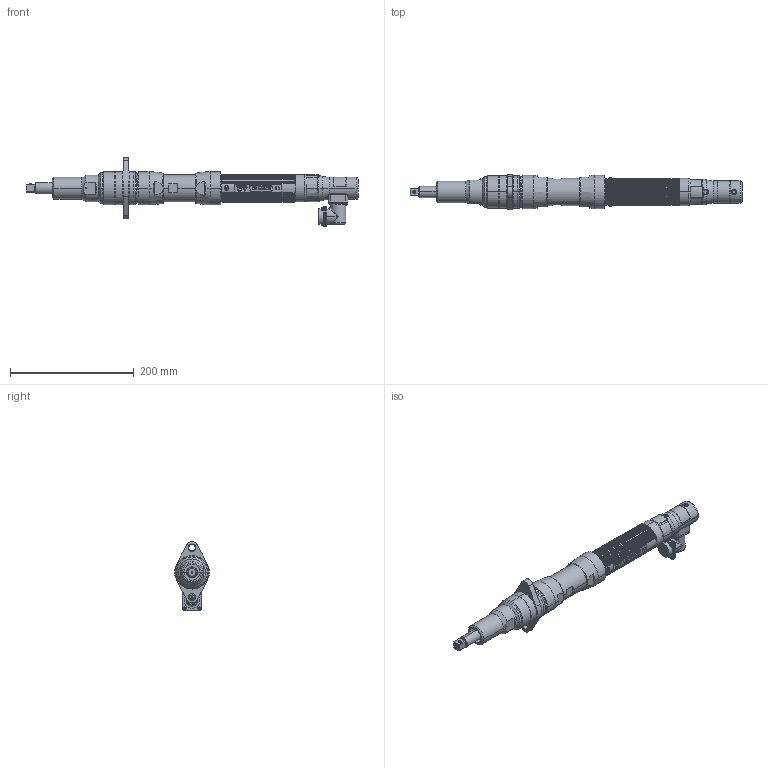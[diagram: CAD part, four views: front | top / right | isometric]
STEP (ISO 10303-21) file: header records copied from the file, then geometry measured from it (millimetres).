
FILE_DESCRIPTION((''),'2;1');
FILE_NAME('EB34MB1F1-75','2020-04-21T16:59:52',('CEG0317'),(''),'CREO PARAMETRIC BY PTC INC, 2017380','CREO PARAMETRIC BY PTC INC, 2017380','');
FILE_SCHEMA(('CONFIG_CONTROL_DESIGN'));
Length unit declared in the file: inch
Products named in the file (1): EB34MB1F1-75
Bounding box: 536.17 x 56.39 x 110.39 mm (x, y, z)
Surface area: 117979.2 mm2 (no closed solid volume)
Topology: 0 solids, 82 shells, 390 faces, 2580 edges, 2177 vertices
Faces by surface type: cylinder 193, plane 99, bspline 36, cone 33, torus 27, sphere 2
Entity records: 30688 total; most frequent: CARTESIAN_POINT 12862, ORIENTED_EDGE 3197, DIRECTION 3143, EDGE_CURVE 2578, VERTEX_POINT 2177, VECTOR 1385, LINE 1385, AXIS2_PLACEMENT_3D 879
